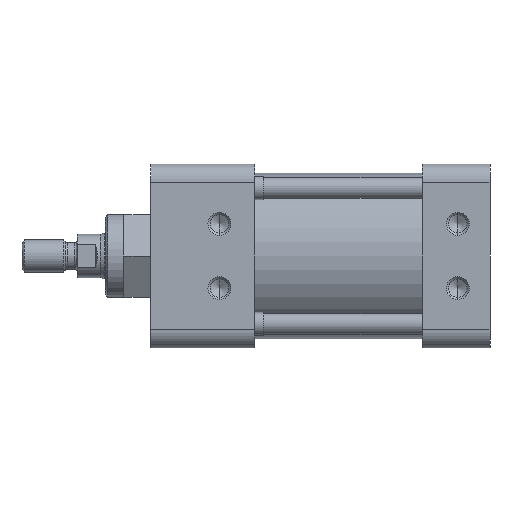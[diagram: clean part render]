
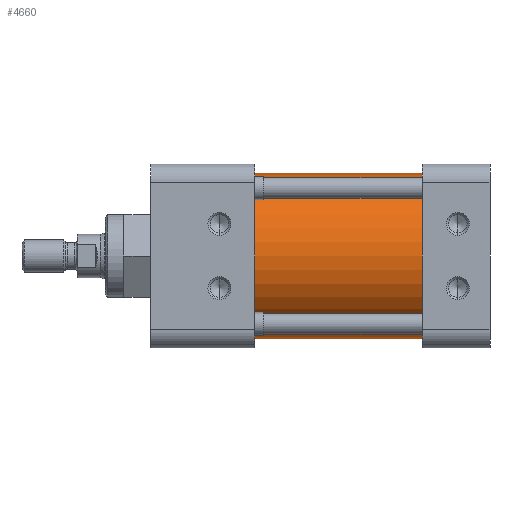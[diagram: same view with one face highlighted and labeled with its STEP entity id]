
A CAD part, front view. The second image highlights one B-rep face of the part: STEP entity #4660.
In plain terms, the highlighted cylindrical face has radius 28.575 mm (diameter 57.15 mm), a partial arc.
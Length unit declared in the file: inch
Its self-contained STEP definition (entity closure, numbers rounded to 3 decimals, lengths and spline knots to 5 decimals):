
#192 = CARTESIAN_POINT ( 'NONE',  ( 3.701, 0., 1.125 ) ) ;
#217 = ORIENTED_EDGE ( 'NONE', *, *, #7205, .T. ) ;
#769 = DIRECTION ( 'NONE',  ( 1., 0., 0. ) ) ;
#889 = ORIENTED_EDGE ( 'NONE', *, *, #3793, .T. ) ;
#1016 = CARTESIAN_POINT ( 'NONE',  ( 3.701, 0., -1.125 ) ) ;
#1026 = AXIS2_PLACEMENT_3D ( 'NONE', #3878, #4915, #11665 ) ;
#1568 = ORIENTED_EDGE ( 'NONE', *, *, #6943, .T. ) ;
#1812 = AXIS2_PLACEMENT_3D ( 'NONE', #4192, #11981, #5291 ) ;
#2062 = LINE ( 'NONE', #4746, #4294 ) ;
#2350 = CARTESIAN_POINT ( 'NONE',  ( 3.701, 0., 0. ) ) ;
#2600 = VERTEX_POINT ( 'NONE', #192 ) ;
#3169 = EDGE_CURVE ( 'NONE', #7303, #2600, #2062, .T. ) ;
#3465 = DIRECTION ( 'NONE',  ( 0., 0., -1. ) ) ;
#3653 = VECTOR ( 'NONE', #769, 39.37008 ) ;
#3747 = EDGE_LOOP ( 'NONE', ( #8758, #217, #889, #1568 ) ) ;
#3793 = EDGE_CURVE ( 'NONE', #11532, #4917, #12190, .T. ) ;
#3878 = CARTESIAN_POINT ( 'NONE',  ( 3.701, 0., 0. ) ) ;
#4192 = CARTESIAN_POINT ( 'NONE',  ( 1.42, 0., 0. ) ) ;
#4294 = VECTOR ( 'NONE', #10831, 39.37008 ) ;
#4660 = ADVANCED_FACE ( 'NONE', ( #7208 ), #14365, .T. ) ;
#4746 = CARTESIAN_POINT ( 'NONE',  ( 3.701, 0., 1.125 ) ) ;
#4915 = DIRECTION ( 'NONE',  ( 1., 0., 0. ) ) ;
#4917 = VERTEX_POINT ( 'NONE', #1016 ) ;
#5291 = DIRECTION ( 'NONE',  ( 0., 0., -1. ) ) ;
#6575 = CARTESIAN_POINT ( 'NONE',  ( 1.42, 0., 1.125 ) ) ;
#6943 = EDGE_CURVE ( 'NONE', #4917, #2600, #9615, .T. ) ;
#7205 = EDGE_CURVE ( 'NONE', #7303, #11532, #10465, .T. ) ;
#7208 = FACE_OUTER_BOUND ( 'NONE', #3747, .T. ) ;
#7303 = VERTEX_POINT ( 'NONE', #6575 ) ;
#7364 = CARTESIAN_POINT ( 'NONE',  ( 3.701, 0., -1.125 ) ) ;
#8379 = CARTESIAN_POINT ( 'NONE',  ( 1.42, 0., -1.125 ) ) ;
#8758 = ORIENTED_EDGE ( 'NONE', *, *, #3169, .F. ) ;
#9615 = CIRCLE ( 'NONE', #13933, 1.125 ) ;
#10128 = DIRECTION ( 'NONE',  ( -1., 0., 0. ) ) ;
#10465 = CIRCLE ( 'NONE', #1812, 1.125 ) ;
#10831 = DIRECTION ( 'NONE',  ( 1., 0., 0. ) ) ;
#11532 = VERTEX_POINT ( 'NONE', #8379 ) ;
#11665 = DIRECTION ( 'NONE',  ( 0., 0., -1. ) ) ;
#11981 = DIRECTION ( 'NONE',  ( 1., 0., 0. ) ) ;
#12190 = LINE ( 'NONE', #7364, #3653 ) ;
#13933 = AXIS2_PLACEMENT_3D ( 'NONE', #2350, #10128, #3465 ) ;
#14365 = CYLINDRICAL_SURFACE ( 'NONE', #1026, 1.125 ) ;
